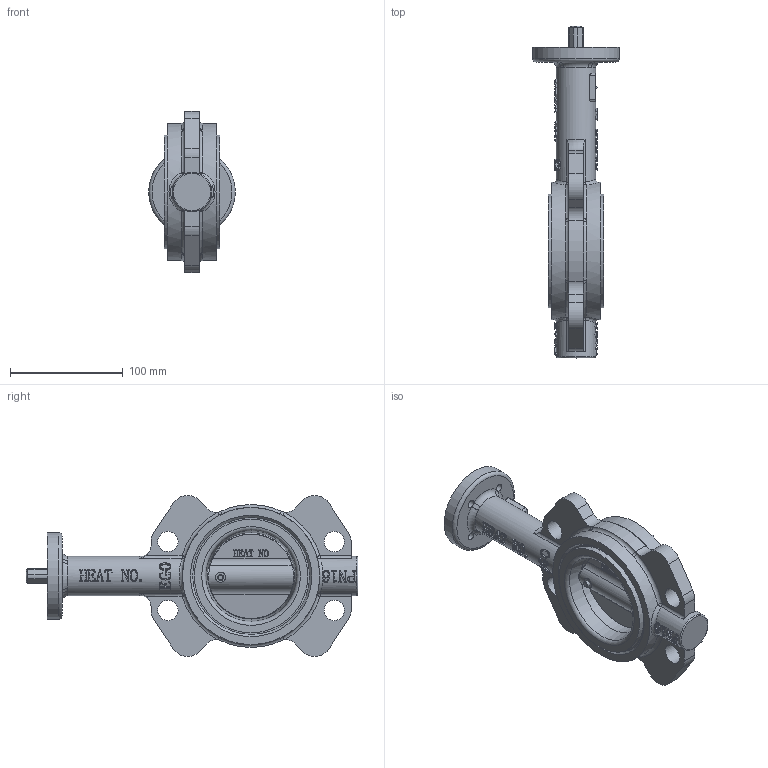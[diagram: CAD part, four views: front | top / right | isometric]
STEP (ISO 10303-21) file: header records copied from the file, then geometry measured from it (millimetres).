
FILE_DESCRIPTION(/* description */ (''),/* implementation_level */ '2;1');
FILE_NAME(/* name */ 'DN80 Wafer.stp',/* time_stamp */ '2019-09-11T15:50:07+02:00',/* author */ ('A8711351'),/* organization */ (''),/* preprocessor_version */ 'ST-DEVELOPER v18',/* originating_system */ 'Autodesk Inventor 2020',/* authorisation */ '');
FILE_SCHEMA (('AUTOMOTIVE_DESIGN { 1 0 10303 214 3 1 1 }'));
Products named in the file (8): Î¦+õ¦Õ1; 1.BODY A; 2.SEAT; 3.DISC; 4.SHAFT; 7.BUSHING; 5.PIN; 8.NAME PLATE
Assembly tree (7 placements, depth 2):
  Î¦+õ¦Õ1
    1.BODY A
    2.SEAT
    3.DISC
    4.SHAFT
    7.BUSHING
    5.PIN
    8.NAME PLATE
Bounding box: 77 x 295 x 143.13 mm (x, y, z)
Volume: 642870.7 mm3; surface area: 154213.8 mm2
Topology: 7 solids, 7 shells, 1181 faces, 4472 edges, 3464 vertices
Faces by surface type: plane 618, bspline 408, cylinder 105, torus 25, cone 15, sphere 10
Full cylindrical faces by diameter (mm): 7 x4, 12.6 x1, 12.7 x2, 17.45 x3, 18 x4, 35 x3, 77 x1, 100.9 x2, 103.9 x2, 121.9 x2
Entity records: 123809 total; most frequent: CARTESIAN_POINT 88325, ORIENTED_EDGE 8938, DIRECTION 5001, EDGE_CURVE 4469, VERTEX_POINT 3464, LINE 2387, VECTOR 2387, B_SPLINE_CURVE_WITH_KNOTS 1552
